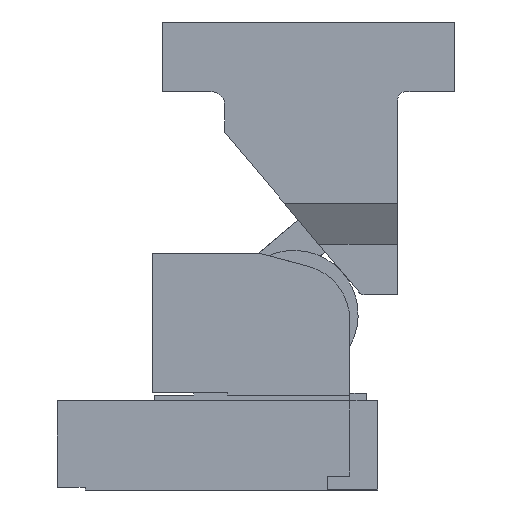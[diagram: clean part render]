
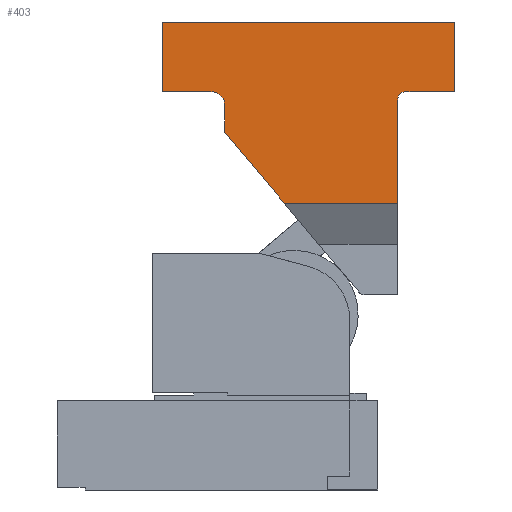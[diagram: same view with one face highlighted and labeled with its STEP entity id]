
A CAD part, front view. The second image highlights one B-rep face of the part: STEP entity #403.
In plain terms, the highlighted planar face has unit normal (0, -1, 0).
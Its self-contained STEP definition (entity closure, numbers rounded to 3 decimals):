
#136=CARTESIAN_POINT('Vertex',(0.,0.,-25.)) ;
#141=CARTESIAN_POINT('Line Origine',(-8.75,0.,-25.)) ;
#145=CARTESIAN_POINT('Vertex',(-17.5,0.,-25.)) ;
#220=CARTESIAN_POINT('Vertex',(-105.,0.,0.)) ;
#225=CARTESIAN_POINT('Line Origine',(-52.5,0.,0.)) ;
#229=CARTESIAN_POINT('Vertex',(0.,0.,0.)) ;
#314=CARTESIAN_POINT('Line Origine',(0.,0.,-12.5)) ;
#331=CARTESIAN_POINT('Axis2P3D Location',(0.,0.,0.)) ;
#336=CARTESIAN_POINT('Line Origine',(-40.845,0.,-65.)) ;
#340=CARTESIAN_POINT('Vertex',(-20.5,0.,-65.)) ;
#342=CARTESIAN_POINT('Vertex',(-61.19,0.,-65.)) ;
#345=CARTESIAN_POINT('Line Origine',(-20.5,0.,-46.5)) ;
#349=CARTESIAN_POINT('Vertex',(-20.5,0.,-28.)) ;
#352=CARTESIAN_POINT('Axis2P3D Location',(-17.5,0.,-28.)) ;
#357=CARTESIAN_POINT('Line Origine',(-105.,0.,-12.5)) ;
#361=CARTESIAN_POINT('Vertex',(-105.,0.,-25.)) ;
#364=CARTESIAN_POINT('Line Origine',(-96.25,0.,-25.)) ;
#368=CARTESIAN_POINT('Vertex',(-87.5,0.,-25.)) ;
#371=CARTESIAN_POINT('Axis2P3D Location',(-87.5,0.,-30.)) ;
#375=CARTESIAN_POINT('Vertex',(-82.5,0.,-30.)) ;
#378=CARTESIAN_POINT('Line Origine',(-82.5,0.,-34.802)) ;
#382=CARTESIAN_POINT('Vertex',(-82.5,0.,-39.604)) ;
#385=CARTESIAN_POINT('Line Origine',(-71.845,0.,-52.302)) ;
#142=DIRECTION('Vector Direction',(1.,0.,0.)) ;
#226=DIRECTION('Vector Direction',(-1.,0.,0.)) ;
#315=DIRECTION('Vector Direction',(0.,0.,1.)) ;
#332=DIRECTION('Axis2P3D Direction',(0.,1.,-0.)) ;
#333=DIRECTION('Axis2P3D XDirection',(-1.,0.,0.)) ;
#337=DIRECTION('Vector Direction',(-1.,0.,0.)) ;
#346=DIRECTION('Vector Direction',(0.,0.,1.)) ;
#353=DIRECTION('Axis2P3D Direction',(0.,1.,-0.)) ;
#358=DIRECTION('Vector Direction',(0.,0.,-1.)) ;
#365=DIRECTION('Vector Direction',(1.,0.,0.)) ;
#372=DIRECTION('Axis2P3D Direction',(0.,1.,-0.)) ;
#379=DIRECTION('Vector Direction',(0.,0.,-1.)) ;
#386=DIRECTION('Vector Direction',(0.643,0.,-0.766)) ;
#334=AXIS2_PLACEMENT_3D('Plane Axis2P3D',#331,#332,#333) ;
#354=AXIS2_PLACEMENT_3D('Circle Axis2P3D',#352,#353,$) ;
#373=AXIS2_PLACEMENT_3D('Circle Axis2P3D',#371,#372,$) ;
#391=ORIENTED_EDGE('',*,*,#344,.F.) ;
#392=ORIENTED_EDGE('',*,*,#351,.F.) ;
#393=ORIENTED_EDGE('',*,*,#356,.F.) ;
#394=ORIENTED_EDGE('',*,*,#147,.F.) ;
#395=ORIENTED_EDGE('',*,*,#318,.F.) ;
#396=ORIENTED_EDGE('',*,*,#231,.F.) ;
#397=ORIENTED_EDGE('',*,*,#363,.F.) ;
#398=ORIENTED_EDGE('',*,*,#370,.F.) ;
#399=ORIENTED_EDGE('',*,*,#377,.F.) ;
#400=ORIENTED_EDGE('',*,*,#384,.F.) ;
#401=ORIENTED_EDGE('',*,*,#389,.F.) ;
#143=VECTOR('Line Direction',#142,1.) ;
#227=VECTOR('Line Direction',#226,1.) ;
#316=VECTOR('Line Direction',#315,1.) ;
#338=VECTOR('Line Direction',#337,1.) ;
#347=VECTOR('Line Direction',#346,1.) ;
#359=VECTOR('Line Direction',#358,1.) ;
#366=VECTOR('Line Direction',#365,1.) ;
#380=VECTOR('Line Direction',#379,1.) ;
#387=VECTOR('Line Direction',#386,1.) ;
#403=ADVANCED_FACE('PartBody',(#402),#335,.F.) ;
#355=CIRCLE('generated circle',#354,3.) ;
#374=CIRCLE('generated circle',#373,5.) ;
#147=EDGE_CURVE('',#137,#146,#144,.F.) ;
#231=EDGE_CURVE('',#221,#230,#228,.F.) ;
#318=EDGE_CURVE('',#230,#137,#317,.F.) ;
#344=EDGE_CURVE('',#341,#343,#339,.T.) ;
#351=EDGE_CURVE('',#350,#341,#348,.F.) ;
#356=EDGE_CURVE('',#146,#350,#355,.F.) ;
#363=EDGE_CURVE('',#362,#221,#360,.F.) ;
#370=EDGE_CURVE('',#369,#362,#367,.F.) ;
#377=EDGE_CURVE('',#376,#369,#374,.F.) ;
#384=EDGE_CURVE('',#383,#376,#381,.F.) ;
#389=EDGE_CURVE('',#343,#383,#388,.F.) ;
#390=EDGE_LOOP('',(#391,#392,#393,#394,#395,#396,#397,#398,#399,#400,#401)) ;
#402=FACE_OUTER_BOUND('',#390,.T.) ;
#144=LINE('Line',#141,#143) ;
#228=LINE('Line',#225,#227) ;
#317=LINE('Line',#314,#316) ;
#339=LINE('Line',#336,#338) ;
#348=LINE('Line',#345,#347) ;
#360=LINE('Line',#357,#359) ;
#367=LINE('Line',#364,#366) ;
#381=LINE('Line',#378,#380) ;
#388=LINE('Line',#385,#387) ;
#335=PLANE('Plane',#334) ;
#137=VERTEX_POINT('',#136) ;
#146=VERTEX_POINT('',#145) ;
#221=VERTEX_POINT('',#220) ;
#230=VERTEX_POINT('',#229) ;
#341=VERTEX_POINT('',#340) ;
#343=VERTEX_POINT('',#342) ;
#350=VERTEX_POINT('',#349) ;
#362=VERTEX_POINT('',#361) ;
#369=VERTEX_POINT('',#368) ;
#376=VERTEX_POINT('',#375) ;
#383=VERTEX_POINT('',#382) ;
